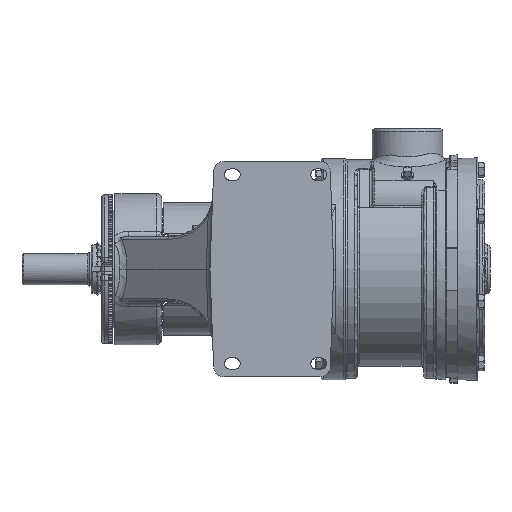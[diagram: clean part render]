
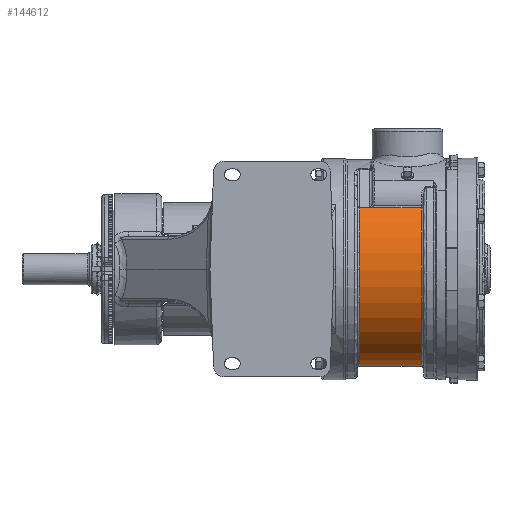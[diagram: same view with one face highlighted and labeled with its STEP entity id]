
A CAD part, front view. The second image highlights one B-rep face of the part: STEP entity #144612.
In plain terms, the highlighted cylindrical face has radius 114.3 mm (diameter 228.6 mm), a partial arc.
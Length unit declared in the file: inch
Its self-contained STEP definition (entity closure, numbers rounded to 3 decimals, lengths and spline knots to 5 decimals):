
#3336 = VERTEX_POINT ( 'NONE', #60129 ) ;
#7159 = DIRECTION ( 'NONE',  ( 0., 0., 1. ) ) ;
#17146 = CIRCLE ( 'NONE', #79488, 4.5 ) ;
#29382 = AXIS2_PLACEMENT_3D ( 'NONE', #148525, #64946, #163343 ) ;
#33650 = CARTESIAN_POINT ( 'NONE',  ( 1.015, 0., -4.5 ) ) ;
#42728 = CARTESIAN_POINT ( 'NONE',  ( 3.975, -3.49055, 2.84008 ) ) ;
#53941 = VERTEX_POINT ( 'NONE', #42728 ) ;
#60129 = CARTESIAN_POINT ( 'NONE',  ( 3.975, 0., -4.5 ) ) ;
#60752 = VERTEX_POINT ( 'NONE', #133728 ) ;
#61822 = FACE_OUTER_BOUND ( 'NONE', #123611, .T. ) ;
#64946 = DIRECTION ( 'NONE',  ( 1., 0., 0. ) ) ;
#70664 = ORIENTED_EDGE ( 'NONE', *, *, #114139, .T. ) ;
#74884 = CYLINDRICAL_SURFACE ( 'NONE', #74930, 4.5 ) ;
#74930 = AXIS2_PLACEMENT_3D ( 'NONE', #149091, #176935, #131480 ) ;
#74973 = CARTESIAN_POINT ( 'NONE',  ( 3.975, 0., 0. ) ) ;
#76378 = DIRECTION ( 'NONE',  ( 1., 0., 0. ) ) ;
#79488 = AXIS2_PLACEMENT_3D ( 'NONE', #74973, #88923, #7159 ) ;
#85811 = ORIENTED_EDGE ( 'NONE', *, *, #130510, .T. ) ;
#88923 = DIRECTION ( 'NONE',  ( -1., 0., 0. ) ) ;
#94109 = CARTESIAN_POINT ( 'NONE',  ( 1.135, 0., -4.5 ) ) ;
#99763 = CARTESIAN_POINT ( 'NONE',  ( 1.015, -3.49055, 2.84008 ) ) ;
#101233 = ORIENTED_EDGE ( 'NONE', *, *, #152840, .T. ) ;
#103347 = LINE ( 'NONE', #33650, #134930 ) ;
#114139 = EDGE_CURVE ( 'NONE', #160528, #3336, #103347, .T. ) ;
#118490 = CIRCLE ( 'NONE', #29382, 4.5 ) ;
#123611 = EDGE_LOOP ( 'NONE', ( #166999, #70664, #85811, #101233 ) ) ;
#124723 = EDGE_CURVE ( 'NONE', #60752, #160528, #118490, .T. ) ;
#130510 = EDGE_CURVE ( 'NONE', #3336, #53941, #17146, .T. ) ;
#131480 = DIRECTION ( 'NONE',  ( 0., 0., -1. ) ) ;
#133728 = CARTESIAN_POINT ( 'NONE',  ( 1.135, -3.49055, 2.84008 ) ) ;
#134930 = VECTOR ( 'NONE', #76378, 39.37008 ) ;
#137616 = VECTOR ( 'NONE', #154531, 39.37008 ) ;
#144612 = ADVANCED_FACE ( 'Defeatured_0_3387', ( #61822 ), #74884, .T. ) ;
#148525 = CARTESIAN_POINT ( 'NONE',  ( 1.135, 0., 0. ) ) ;
#149091 = CARTESIAN_POINT ( 'NONE',  ( 1.015, 0., 0. ) ) ;
#152840 = EDGE_CURVE ( 'NONE', #53941, #60752, #170242, .T. ) ;
#154531 = DIRECTION ( 'NONE',  ( -1., 0., 0. ) ) ;
#160528 = VERTEX_POINT ( 'NONE', #94109 ) ;
#163343 = DIRECTION ( 'NONE',  ( 0., 0., 1. ) ) ;
#166999 = ORIENTED_EDGE ( 'NONE', *, *, #124723, .T. ) ;
#170242 = LINE ( 'NONE', #99763, #137616 ) ;
#176935 = DIRECTION ( 'NONE',  ( 1., 0., 0. ) ) ;
